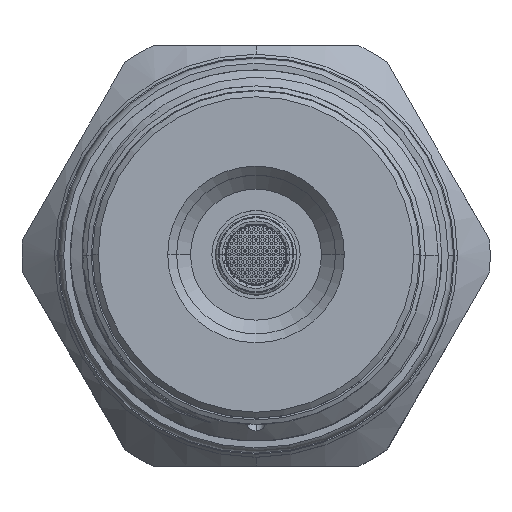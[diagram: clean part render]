
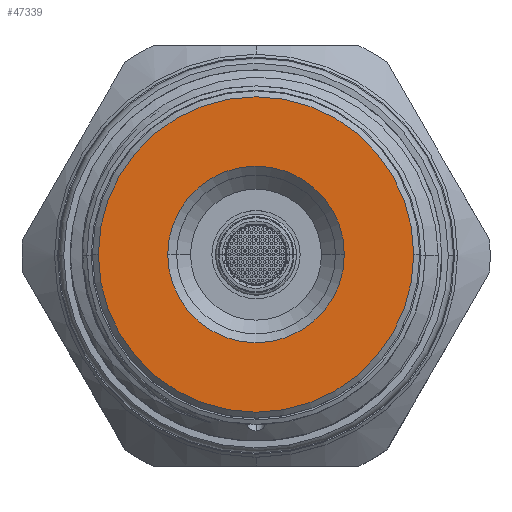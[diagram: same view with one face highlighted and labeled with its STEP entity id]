
A CAD part, top view. The second image highlights one B-rep face of the part: STEP entity #47339.
In plain terms, the highlighted planar face has unit normal (0, 0, 1).
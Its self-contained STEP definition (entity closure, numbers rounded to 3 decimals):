
#1341 = EDGE_CURVE ( 'NONE', #6215, #6212, #7890, .T. ) ;
#1359 = EDGE_CURVE ( 'NONE', #6197, #6200, #7920, .T. ) ;
#2819 = AXIS2_PLACEMENT_3D ( 'NONE', #7153, #7154, #7155 ) ;
#2825 = AXIS2_PLACEMENT_3D ( 'NONE', #7208, #7209, #7210 ) ;
#3069 = AXIS2_PLACEMENT_3D ( 'NONE', #39968, #39969, #39970 ) ;
#3073 = AXIS2_PLACEMENT_3D ( 'NONE', #39980, #39981, #39982 ) ;
#5686 = ORIENTED_EDGE ( 'NONE', *, *, #1341, .T. ) ;
#5687 = ORIENTED_EDGE ( 'NONE', *, *, #18404, .T. ) ;
#5688 = ORIENTED_EDGE ( 'NONE', *, *, #18408, .T. ) ;
#5689 = ORIENTED_EDGE ( 'NONE', *, *, #1359, .T. ) ;
#6197 = VERTEX_POINT ( 'NONE', #36627 ) ;
#6200 = VERTEX_POINT ( 'NONE', #36630 ) ;
#6212 = VERTEX_POINT ( 'NONE', #36641 ) ;
#6215 = VERTEX_POINT ( 'NONE', #36644 ) ;
#7153 = CARTESIAN_POINT ( 'NONE',  ( 0., 0., 65.14 ) ) ;
#7154 = DIRECTION ( 'NONE',  ( 0., 0., -1. ) ) ;
#7155 = DIRECTION ( 'NONE',  ( -1., 0., 0. ) ) ;
#7208 = CARTESIAN_POINT ( 'NONE',  ( 0., 0., 65.14 ) ) ;
#7209 = DIRECTION ( 'NONE',  ( 0., 0., 1. ) ) ;
#7210 = DIRECTION ( 'NONE',  ( -1., 0., 0. ) ) ;
#7890 = CIRCLE ( 'NONE', #2819, 6. ) ;
#7920 = CIRCLE ( 'NONE', #2825, 10.715 ) ;
#18404 = EDGE_CURVE ( 'NONE', #6212, #6215, #37230, .T. ) ;
#18408 = EDGE_CURVE ( 'NONE', #6200, #6197, #37235, .T. ) ;
#36627 = CARTESIAN_POINT ( 'NONE',  ( 10.715, 0., 65.14 ) ) ;
#36630 = CARTESIAN_POINT ( 'NONE',  ( -10.715, 0., 65.14 ) ) ;
#36641 = CARTESIAN_POINT ( 'NONE',  ( -6., 0., 65.14 ) ) ;
#36644 = CARTESIAN_POINT ( 'NONE',  ( 6., 0., 65.14 ) ) ;
#37230 = CIRCLE ( 'NONE', #3069, 6. ) ;
#37235 = CIRCLE ( 'NONE', #3073, 10.715 ) ;
#37963 = FACE_BOUND ( 'NONE', #48841, .T. ) ;
#37977 = FACE_OUTER_BOUND ( 'NONE', #48824, .T. ) ;
#39968 = CARTESIAN_POINT ( 'NONE',  ( 0., 0., 65.14 ) ) ;
#39969 = DIRECTION ( 'NONE',  ( 0., 0., -1. ) ) ;
#39970 = DIRECTION ( 'NONE',  ( -1., 0., 0. ) ) ;
#39980 = CARTESIAN_POINT ( 'NONE',  ( 0., 0., 65.14 ) ) ;
#39981 = DIRECTION ( 'NONE',  ( 0., 0., 1. ) ) ;
#39982 = DIRECTION ( 'NONE',  ( -1., 0., 0. ) ) ;
#42764 = AXIS2_PLACEMENT_3D ( 'NONE', #44328, #44333, #44334 ) ;
#44326 = PLANE ( 'NONE',  #42764 ) ;
#44328 = CARTESIAN_POINT ( 'NONE',  ( 0., 0., 65.14 ) ) ;
#44333 = DIRECTION ( 'NONE',  ( 0., 0., -1. ) ) ;
#44334 = DIRECTION ( 'NONE',  ( -1., 0., 0. ) ) ;
#47339 = ADVANCED_FACE ( 'NONE', ( #37963, #37977 ), #44326, .F. ) ;
#48824 = EDGE_LOOP ( 'NONE', ( #5688, #5689 ) ) ;
#48841 = EDGE_LOOP ( 'NONE', ( #5686, #5687 ) ) ;
